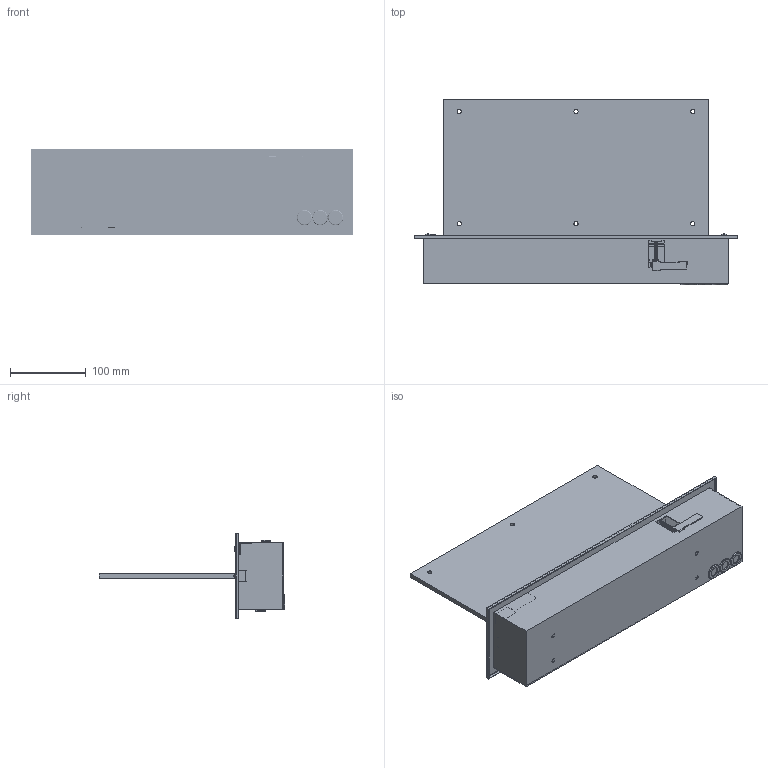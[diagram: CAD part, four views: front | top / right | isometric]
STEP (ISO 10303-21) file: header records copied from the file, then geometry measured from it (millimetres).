
FILE_DESCRIPTION((''),'2;1');
FILE_NAME('SLDQIANDINGSHI_ASM','2025-01-22T',('MEXCEL'),(''),'PRO/ENGINEER BY PARAMETRIC TECHNOLOGY CORPORATION, 2011490','PRO/ENGINEER BY PARAMETRIC TECHNOLOGY CORPORATION, 2011490','');
FILE_SCHEMA(('CONFIG_CONTROL_DESIGN'));
Products named in the file (18): SLDQIANDINGDIZUO_AF1; ANJIANZHICHENG; GUANGYUANZHICHENG; PRT0015_; M4X45; LED; ANJIAN; SLC-DIANLUBAN; SLDGUANGYUANTIAO; SULIAOMAODING; SLDQIANDINGGAIBAN; M4X10; SLDDAOGUANGBAN; M3X18; M3LUOMU; MIFENGQUAN; M3-5-PANTOULUOSI; SLDQIANDINGSHI_ASM
Assembly tree (31 placements, depth 2):
  SLDQIANDINGSHI_ASM
    SLDQIANDINGDIZUO_AF1
    ANJIANZHICHENG
    GUANGYUANZHICHENG  x2
    PRT0015_  x2
    M4X45  x2
    LED  x3
    ANJIAN
    SLC-DIANLUBAN
    SLDGUANGYUANTIAO
    SULIAOMAODING  x2
    SLDQIANDINGGAIBAN
    M4X10  x2
    SLDDAOGUANGBAN
    M3X18  x2
    M3LUOMU  x2
    MIFENGQUAN  x3
    M3-5-PANTOULUOSI  x4
Bounding box: 425 x 244.3 x 113 mm (x, y, z)
Volume: 635164.2 mm3; surface area: 559829.5 mm2
Topology: 33 solids, 36 shells, 2955 faces, 7891 edges, 5136 vertices
Faces by surface type: plane 1504, cylinder 1077, bspline 224, torus 58, sphere 56, cone 36
Entity records: 104782 total; most frequent: CARTESIAN_POINT 49387, ORIENTED_EDGE 11852, DIRECTION 10381, EDGE_CURVE 5992, VECTOR 4235, LINE 4235, VERTEX_POINT 3927, AXIS2_PLACEMENT_3D 3073
